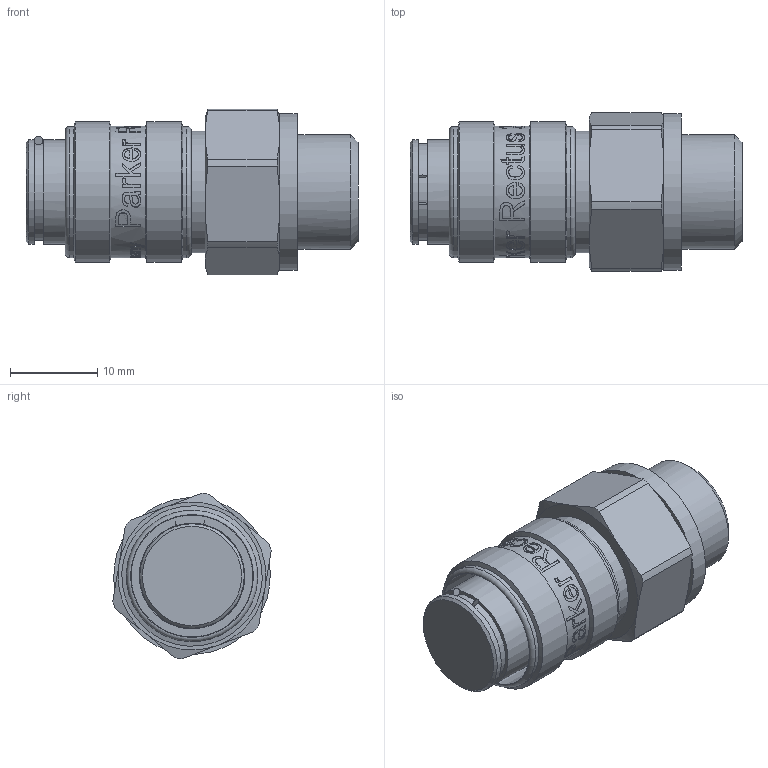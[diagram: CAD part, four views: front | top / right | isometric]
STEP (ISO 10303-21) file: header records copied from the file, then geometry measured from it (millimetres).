
FILE_DESCRIPTION((''),'2;1');
FILE_NAME('21kaaw13mpx.stp','2014-10-16T09:46:27',('MS049480'),(''),'Autodesk Inventor 2013','Autodesk Inventor 2013','');
FILE_SCHEMA(('AUTOMOTIVE_DESIGN { 1 0 10303 214 1 1 1 1 }'));
Length unit declared in the file: millimetre
Products named in the file (1): D105317
Bounding box: 38.15 x 18.21 x 19.02 mm (x, y, z)
Volume: 6778.7 mm3; surface area: 3906.5 mm2
Topology: 2 solids, 3 shells, 463 faces, 1217 edges, 803 vertices
Faces by surface type: bspline 214, plane 156, cylinder 64, cone 26, torus 3
Full cylindrical faces by diameter (mm): 11.15 x1, 11.164 x1, 11.4 x1, 11.46 x1, 12 x2, 12.15 x1, 13.157 x1, 14 x3, 15.1 x3, 16.15 x2, 18 x1
Entity records: 61074 total; most frequent: CARTESIAN_POINT 51079, ORIENTED_EDGE 2334, DIRECTION 1227, EDGE_CURVE 1167, VERTEX_POINT 789, B_SPLINE_CURVE_WITH_KNOTS 559, EDGE_LOOP 544, FACE_OUTER_BOUND 462
